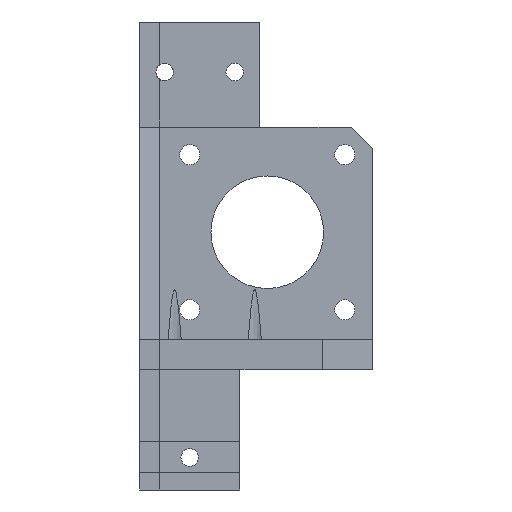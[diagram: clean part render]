
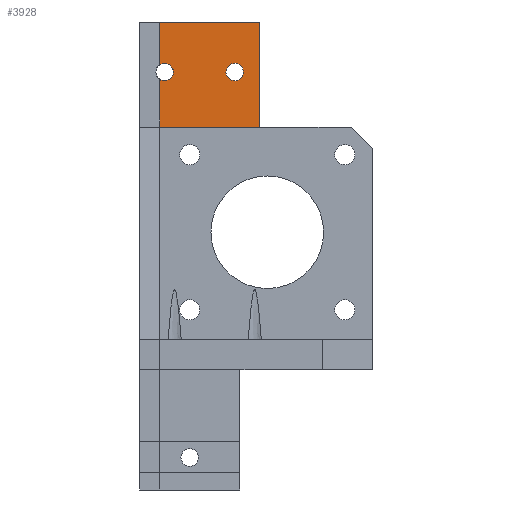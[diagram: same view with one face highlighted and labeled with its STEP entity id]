
A CAD part, front view. The second image highlights one B-rep face of the part: STEP entity #3928.
In plain terms, the highlighted planar face has unit normal (0, -1, 0).
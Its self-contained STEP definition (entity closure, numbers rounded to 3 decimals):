
#706 = PLANE('',#707);
#707 = AXIS2_PLACEMENT_3D('',#708,#709,#710);
#708 = CARTESIAN_POINT('',(-0.315,11.,23.894));
#709 = DIRECTION('',(0.,-1.,0.));
#710 = DIRECTION('',(0.,0.,-1.));
#1670 = EDGE_CURVE('',#1671,#1673,#1675,.T.);
#1671 = VERTEX_POINT('',#1672);
#1672 = CARTESIAN_POINT('',(-1.25,11.,48.5));
#1673 = VERTEX_POINT('',#1674);
#1674 = CARTESIAN_POINT('',(-21.25,11.,48.5));
#1675 = SURFACE_CURVE('',#1676,(#1680,#1687),.PCURVE_S1.);
#1676 = LINE('',#1677,#1678);
#1677 = CARTESIAN_POINT('',(17.007,11.,48.5));
#1678 = VECTOR('',#1679,1.);
#1679 = DIRECTION('',(-1.,0.,0.));
#1680 = PCURVE('',#706,#1681);
#1681 = DEFINITIONAL_REPRESENTATION('',(#1682),#1686);
#1682 = LINE('',#1683,#1684);
#1683 = CARTESIAN_POINT('',(-24.606,17.322));
#1684 = VECTOR('',#1685,1.);
#1685 = DIRECTION('',(0.,-1.));
#1686 = ( GEOMETRIC_REPRESENTATION_CONTEXT(2) 
PARAMETRIC_REPRESENTATION_CONTEXT() REPRESENTATION_CONTEXT('2D SPACE',''
  ) );
#1687 = PCURVE('',#1688,#1693);
#1688 = PLANE('',#1689);
#1689 = AXIS2_PLACEMENT_3D('',#1690,#1691,#1692);
#1690 = CARTESIAN_POINT('',(-11.25,11.,59.));
#1691 = DIRECTION('',(0.,-1.,0.));
#1692 = DIRECTION('',(0.,0.,-1.));
#1693 = DEFINITIONAL_REPRESENTATION('',(#1694),#1698);
#1694 = LINE('',#1695,#1696);
#1695 = CARTESIAN_POINT('',(10.5,28.257));
#1696 = VECTOR('',#1697,1.);
#1697 = DIRECTION('',(0.,-1.));
#1698 = ( GEOMETRIC_REPRESENTATION_CONTEXT(2) 
PARAMETRIC_REPRESENTATION_CONTEXT() REPRESENTATION_CONTEXT('2D SPACE',''
  ) );
#3503 = PLANE('',#3504);
#3504 = AXIS2_PLACEMENT_3D('',#3505,#3506,#3507);
#3505 = CARTESIAN_POINT('',(-21.25,11.,69.5));
#3506 = DIRECTION('',(0.,-1.,0.));
#3507 = DIRECTION('',(-0.,0.,-1.));
#3928 = ADVANCED_FACE('',(#3929,#4065),#1688,.T.);
#3929 = FACE_BOUND('',#3930,.T.);
#3930 = EDGE_LOOP('',(#3931,#3932,#3960,#3988,#4011,#4044));
#3931 = ORIENTED_EDGE('',*,*,#1670,.F.);
#3932 = ORIENTED_EDGE('',*,*,#3933,.T.);
#3933 = EDGE_CURVE('',#1671,#3934,#3936,.T.);
#3934 = VERTEX_POINT('',#3935);
#3935 = CARTESIAN_POINT('',(-1.25,11.,69.5));
#3936 = SURFACE_CURVE('',#3937,(#3941,#3948),.PCURVE_S1.);
#3937 = LINE('',#3938,#3939);
#3938 = CARTESIAN_POINT('',(-1.25,11.,48.5));
#3939 = VECTOR('',#3940,1.);
#3940 = DIRECTION('',(0.,0.,1.));
#3941 = PCURVE('',#1688,#3942);
#3942 = DEFINITIONAL_REPRESENTATION('',(#3943),#3947);
#3943 = LINE('',#3944,#3945);
#3944 = CARTESIAN_POINT('',(10.5,10.));
#3945 = VECTOR('',#3946,1.);
#3946 = DIRECTION('',(-1.,0.));
#3947 = ( GEOMETRIC_REPRESENTATION_CONTEXT(2) 
PARAMETRIC_REPRESENTATION_CONTEXT() REPRESENTATION_CONTEXT('2D SPACE',''
  ) );
#3948 = PCURVE('',#3949,#3954);
#3949 = PLANE('',#3950);
#3950 = AXIS2_PLACEMENT_3D('',#3951,#3952,#3953);
#3951 = CARTESIAN_POINT('',(-1.25,15.,48.5));
#3952 = DIRECTION('',(-1.,0.,0.));
#3953 = DIRECTION('',(0.,0.,1.));
#3954 = DEFINITIONAL_REPRESENTATION('',(#3955),#3959);
#3955 = LINE('',#3956,#3957);
#3956 = CARTESIAN_POINT('',(0.,-4.));
#3957 = VECTOR('',#3958,1.);
#3958 = DIRECTION('',(1.,0.));
#3959 = ( GEOMETRIC_REPRESENTATION_CONTEXT(2) 
PARAMETRIC_REPRESENTATION_CONTEXT() REPRESENTATION_CONTEXT('2D SPACE',''
  ) );
#3960 = ORIENTED_EDGE('',*,*,#3961,.T.);
#3961 = EDGE_CURVE('',#3934,#3962,#3964,.T.);
#3962 = VERTEX_POINT('',#3963);
#3963 = CARTESIAN_POINT('',(-21.25,11.,69.5));
#3964 = SURFACE_CURVE('',#3965,(#3969,#3976),.PCURVE_S1.);
#3965 = LINE('',#3966,#3967);
#3966 = CARTESIAN_POINT('',(-1.25,11.,69.5));
#3967 = VECTOR('',#3968,1.);
#3968 = DIRECTION('',(-1.,0.,0.));
#3969 = PCURVE('',#1688,#3970);
#3970 = DEFINITIONAL_REPRESENTATION('',(#3971),#3975);
#3971 = LINE('',#3972,#3973);
#3972 = CARTESIAN_POINT('',(-10.5,10.));
#3973 = VECTOR('',#3974,1.);
#3974 = DIRECTION('',(0.,-1.));
#3975 = ( GEOMETRIC_REPRESENTATION_CONTEXT(2) 
PARAMETRIC_REPRESENTATION_CONTEXT() REPRESENTATION_CONTEXT('2D SPACE',''
  ) );
#3976 = PCURVE('',#3977,#3982);
#3977 = PLANE('',#3978);
#3978 = AXIS2_PLACEMENT_3D('',#3979,#3980,#3981);
#3979 = CARTESIAN_POINT('',(-1.25,15.,69.5));
#3980 = DIRECTION('',(0.,0.,-1.));
#3981 = DIRECTION('',(-1.,0.,0.));
#3982 = DEFINITIONAL_REPRESENTATION('',(#3983),#3987);
#3983 = LINE('',#3984,#3985);
#3984 = CARTESIAN_POINT('',(0.,-4.));
#3985 = VECTOR('',#3986,1.);
#3986 = DIRECTION('',(1.,0.));
#3987 = ( GEOMETRIC_REPRESENTATION_CONTEXT(2) 
PARAMETRIC_REPRESENTATION_CONTEXT() REPRESENTATION_CONTEXT('2D SPACE',''
  ) );
#3988 = ORIENTED_EDGE('',*,*,#3989,.T.);
#3989 = EDGE_CURVE('',#3962,#3990,#3992,.T.);
#3990 = VERTEX_POINT('',#3991);
#3991 = CARTESIAN_POINT('',(-21.25,11.,60.936));
#3992 = SURFACE_CURVE('',#3993,(#3997,#4004),.PCURVE_S1.);
#3993 = LINE('',#3994,#3995);
#3994 = CARTESIAN_POINT('',(-21.25,11.,69.5));
#3995 = VECTOR('',#3996,1.);
#3996 = DIRECTION('',(0.,0.,-1.));
#3997 = PCURVE('',#1688,#3998);
#3998 = DEFINITIONAL_REPRESENTATION('',(#3999),#4003);
#3999 = LINE('',#4000,#4001);
#4000 = CARTESIAN_POINT('',(-10.5,-10.));
#4001 = VECTOR('',#4002,1.);
#4002 = DIRECTION('',(1.,0.));
#4003 = ( GEOMETRIC_REPRESENTATION_CONTEXT(2) 
PARAMETRIC_REPRESENTATION_CONTEXT() REPRESENTATION_CONTEXT('2D SPACE',''
  ) );
#4004 = PCURVE('',#3503,#4005);
#4005 = DEFINITIONAL_REPRESENTATION('',(#4006),#4010);
#4006 = LINE('',#4007,#4008);
#4007 = CARTESIAN_POINT('',(0.,0.));
#4008 = VECTOR('',#4009,1.);
#4009 = DIRECTION('',(1.,0.));
#4010 = ( GEOMETRIC_REPRESENTATION_CONTEXT(2) 
PARAMETRIC_REPRESENTATION_CONTEXT() REPRESENTATION_CONTEXT('2D SPACE',''
  ) );
#4011 = ORIENTED_EDGE('',*,*,#4012,.T.);
#4012 = EDGE_CURVE('',#3990,#4013,#4015,.T.);
#4013 = VERTEX_POINT('',#4014);
#4014 = CARTESIAN_POINT('',(-21.25,11.,58.064));
#4015 = SURFACE_CURVE('',#4016,(#4021,#4032),.PCURVE_S1.);
#4016 = CIRCLE('',#4017,1.75);
#4017 = AXIS2_PLACEMENT_3D('',#4018,#4019,#4020);
#4018 = CARTESIAN_POINT('',(-20.25,11.,59.5));
#4019 = DIRECTION('',(0.,1.,0.));
#4020 = DIRECTION('',(-1.,0.,0.));
#4021 = PCURVE('',#1688,#4022);
#4022 = DEFINITIONAL_REPRESENTATION('',(#4023),#4031);
#4023 = ( BOUNDED_CURVE() B_SPLINE_CURVE(2,(#4024,#4025,#4026,#4027,
#4028,#4029,#4030),.UNSPECIFIED.,.T.,.F.) B_SPLINE_CURVE_WITH_KNOTS((1,2
    ,2,2,2,1),(-2.094,0.,2.094,4.189,
6.283,8.378),.UNSPECIFIED.) CURVE() 
GEOMETRIC_REPRESENTATION_ITEM() RATIONAL_B_SPLINE_CURVE((1.,0.5,1.,0.5,
1.,0.5,1.)) REPRESENTATION_ITEM('') );
#4024 = CARTESIAN_POINT('',(-0.5,-10.75));
#4025 = CARTESIAN_POINT('',(-3.531,-10.75));
#4026 = CARTESIAN_POINT('',(-2.016,-8.125));
#4027 = CARTESIAN_POINT('',(-0.5,-5.5));
#4028 = CARTESIAN_POINT('',(1.016,-8.125));
#4029 = CARTESIAN_POINT('',(2.531,-10.75));
#4030 = CARTESIAN_POINT('',(-0.5,-10.75));
#4031 = ( GEOMETRIC_REPRESENTATION_CONTEXT(2) 
PARAMETRIC_REPRESENTATION_CONTEXT() REPRESENTATION_CONTEXT('2D SPACE',''
  ) );
#4032 = PCURVE('',#4033,#4038);
#4033 = CYLINDRICAL_SURFACE('',#4034,1.75);
#4034 = AXIS2_PLACEMENT_3D('',#4035,#4036,#4037);
#4035 = CARTESIAN_POINT('',(-20.25,15.,59.5));
#4036 = DIRECTION('',(0.,1.,0.));
#4037 = DIRECTION('',(-1.,0.,0.));
#4038 = DEFINITIONAL_REPRESENTATION('',(#4039),#4043);
#4039 = LINE('',#4040,#4041);
#4040 = CARTESIAN_POINT('',(0.,-4.));
#4041 = VECTOR('',#4042,1.);
#4042 = DIRECTION('',(1.,0.));
#4043 = ( GEOMETRIC_REPRESENTATION_CONTEXT(2) 
PARAMETRIC_REPRESENTATION_CONTEXT() REPRESENTATION_CONTEXT('2D SPACE',''
  ) );
#4044 = ORIENTED_EDGE('',*,*,#4045,.T.);
#4045 = EDGE_CURVE('',#4013,#1673,#4046,.T.);
#4046 = SURFACE_CURVE('',#4047,(#4051,#4058),.PCURVE_S1.);
#4047 = LINE('',#4048,#4049);
#4048 = CARTESIAN_POINT('',(-21.25,11.,69.5));
#4049 = VECTOR('',#4050,1.);
#4050 = DIRECTION('',(0.,0.,-1.));
#4051 = PCURVE('',#1688,#4052);
#4052 = DEFINITIONAL_REPRESENTATION('',(#4053),#4057);
#4053 = LINE('',#4054,#4055);
#4054 = CARTESIAN_POINT('',(-10.5,-10.));
#4055 = VECTOR('',#4056,1.);
#4056 = DIRECTION('',(1.,0.));
#4057 = ( GEOMETRIC_REPRESENTATION_CONTEXT(2) 
PARAMETRIC_REPRESENTATION_CONTEXT() REPRESENTATION_CONTEXT('2D SPACE',''
  ) );
#4058 = PCURVE('',#3503,#4059);
#4059 = DEFINITIONAL_REPRESENTATION('',(#4060),#4064);
#4060 = LINE('',#4061,#4062);
#4061 = CARTESIAN_POINT('',(0.,0.));
#4062 = VECTOR('',#4063,1.);
#4063 = DIRECTION('',(1.,0.));
#4064 = ( GEOMETRIC_REPRESENTATION_CONTEXT(2) 
PARAMETRIC_REPRESENTATION_CONTEXT() REPRESENTATION_CONTEXT('2D SPACE',''
  ) );
#4065 = FACE_BOUND('',#4066,.T.);
#4066 = EDGE_LOOP('',(#4067));
#4067 = ORIENTED_EDGE('',*,*,#4068,.T.);
#4068 = EDGE_CURVE('',#4069,#4069,#4071,.T.);
#4069 = VERTEX_POINT('',#4070);
#4070 = CARTESIAN_POINT('',(-8.,11.,59.5));
#4071 = SURFACE_CURVE('',#4072,(#4077,#4088),.PCURVE_S1.);
#4072 = CIRCLE('',#4073,1.75);
#4073 = AXIS2_PLACEMENT_3D('',#4074,#4075,#4076);
#4074 = CARTESIAN_POINT('',(-6.25,11.,59.5));
#4075 = DIRECTION('',(0.,1.,0.));
#4076 = DIRECTION('',(-1.,0.,0.));
#4077 = PCURVE('',#1688,#4078);
#4078 = DEFINITIONAL_REPRESENTATION('',(#4079),#4087);
#4079 = ( BOUNDED_CURVE() B_SPLINE_CURVE(2,(#4080,#4081,#4082,#4083,
#4084,#4085,#4086),.UNSPECIFIED.,.T.,.F.) B_SPLINE_CURVE_WITH_KNOTS((1,2
    ,2,2,2,1),(-2.094,0.,2.094,4.189,
6.283,8.378),.UNSPECIFIED.) CURVE() 
GEOMETRIC_REPRESENTATION_ITEM() RATIONAL_B_SPLINE_CURVE((1.,0.5,1.,0.5,
1.,0.5,1.)) REPRESENTATION_ITEM('') );
#4080 = CARTESIAN_POINT('',(-0.5,3.25));
#4081 = CARTESIAN_POINT('',(-3.531,3.25));
#4082 = CARTESIAN_POINT('',(-2.016,5.875));
#4083 = CARTESIAN_POINT('',(-0.5,8.5));
#4084 = CARTESIAN_POINT('',(1.016,5.875));
#4085 = CARTESIAN_POINT('',(2.531,3.25));
#4086 = CARTESIAN_POINT('',(-0.5,3.25));
#4087 = ( GEOMETRIC_REPRESENTATION_CONTEXT(2) 
PARAMETRIC_REPRESENTATION_CONTEXT() REPRESENTATION_CONTEXT('2D SPACE',''
  ) );
#4088 = PCURVE('',#4089,#4094);
#4089 = CYLINDRICAL_SURFACE('',#4090,1.75);
#4090 = AXIS2_PLACEMENT_3D('',#4091,#4092,#4093);
#4091 = CARTESIAN_POINT('',(-6.25,15.,59.5));
#4092 = DIRECTION('',(0.,1.,0.));
#4093 = DIRECTION('',(-1.,0.,0.));
#4094 = DEFINITIONAL_REPRESENTATION('',(#4095),#4099);
#4095 = LINE('',#4096,#4097);
#4096 = CARTESIAN_POINT('',(0.,-4.));
#4097 = VECTOR('',#4098,1.);
#4098 = DIRECTION('',(1.,0.));
#4099 = ( GEOMETRIC_REPRESENTATION_CONTEXT(2) 
PARAMETRIC_REPRESENTATION_CONTEXT() REPRESENTATION_CONTEXT('2D SPACE',''
  ) );
